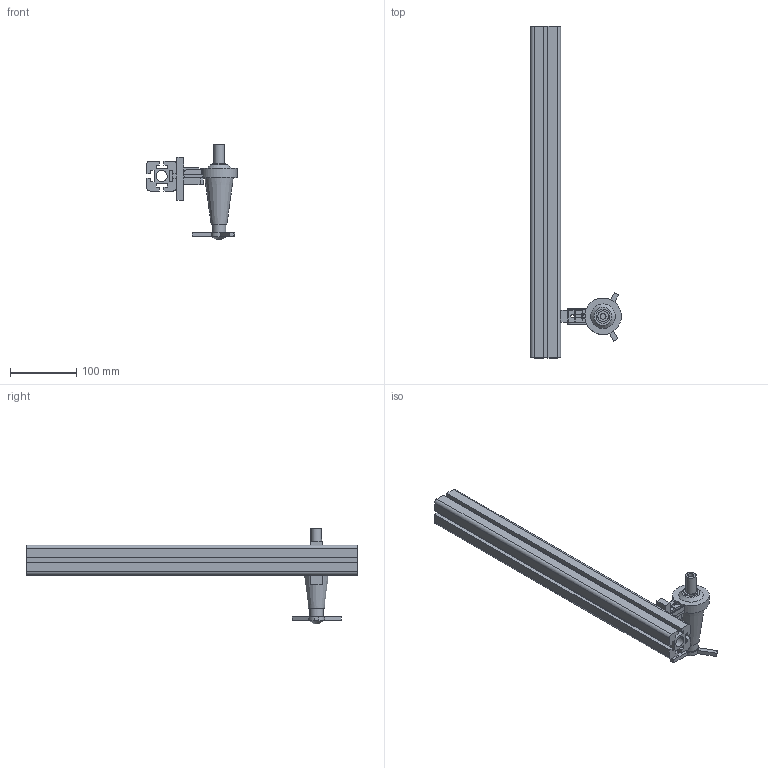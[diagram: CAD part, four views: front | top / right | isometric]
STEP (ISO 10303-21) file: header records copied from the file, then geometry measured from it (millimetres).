
FILE_DESCRIPTION(('FreeCAD Model'),'2;1');
FILE_NAME('Fixing_dosing.step', '2013-09-08T18:37:41',('FreeCAD'),('FreeCAD'), 'Open CASCADE STEP processor 6.3','FreeCAD','Unknown');
FILE_SCHEMA(('AUTOMOTIVE_DESIGN_CC2 { 1 2 10303 214 -1 1 5 4 }'));
Length unit declared in the file: millimetre
Products named in the file (3): dosing; profile; Fillet004
Bounding box: 136.4 x 500 x 144.55 mm (x, y, z)
Volume: 774352.8 mm3; surface area: 230978.8 mm2
Topology: 3 solids, 3 shells, 177 faces, 477 edges, 310 vertices
Faces by surface type: plane 134, cylinder 40, cone 3
Full cylindrical faces by diameter (mm): 5 x5, 7 x1, 9 x2, 16 x1, 20 x1, 21 x1
Entity records: 11867 total; most frequent: CARTESIAN_POINT 2051, DIRECTION 1885, LINE 1188, VECTOR 1188, ORIENTED_EDGE 954, PCURVE 954, DEFINITIONAL_REPRESENTATION 954, EDGE_CURVE 477
